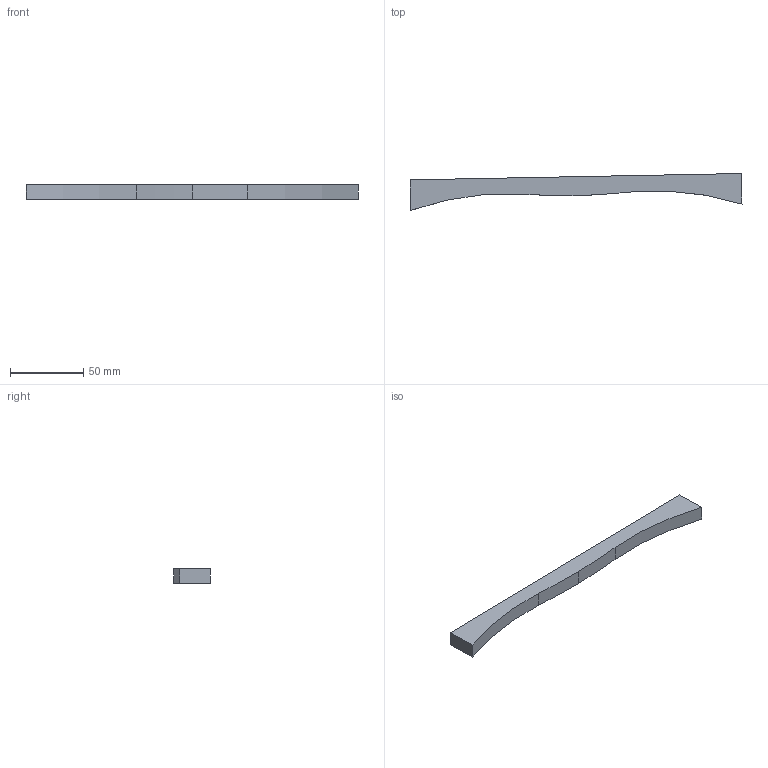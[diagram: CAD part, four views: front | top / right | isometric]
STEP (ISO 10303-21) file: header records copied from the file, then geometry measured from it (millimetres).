
FILE_DESCRIPTION(/* description */ (''),/* implementation_level */ '2;1');
FILE_NAME(/* name */ 'deseczka_dol_check - 5.stp',/* time_stamp */ '2025-12-26T13:24:15+01:00',/* author */ ('szymo'),/* organization */ (''),/* preprocessor_version */ 'ST-DEVELOPER v19',/* originating_system */ 'Autodesk Inventor 2023',/* authorisation */ '');
FILE_SCHEMA (('AUTOMOTIVE_DESIGN { 1 0 10303 214 3 1 1 }'));
Length unit declared in the file: millimetre
Products named in the file (1): deseczka_dol_check
Bounding box: 226.7 x 25.23 x 10 mm (x, y, z)
Volume: 29621.1 mm3; surface area: 10892.7 mm2
Topology: 1 solids, 1 shells, 9 faces, 21 edges, 15 vertices
Faces by surface type: plane 5, cylinder 4
Entity records: 317 total; most frequent: DIRECTION 49, CARTESIAN_POINT 46, ORIENTED_EDGE 42, EDGE_CURVE 21, AXIS2_PLACEMENT_3D 18, VERTEX_POINT 14, LINE 13, VECTOR 13
